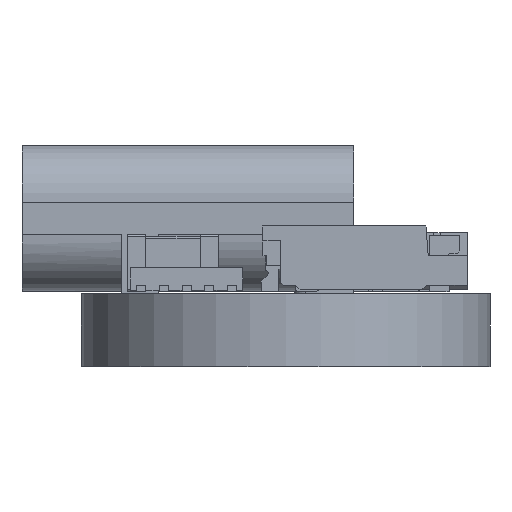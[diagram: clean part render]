
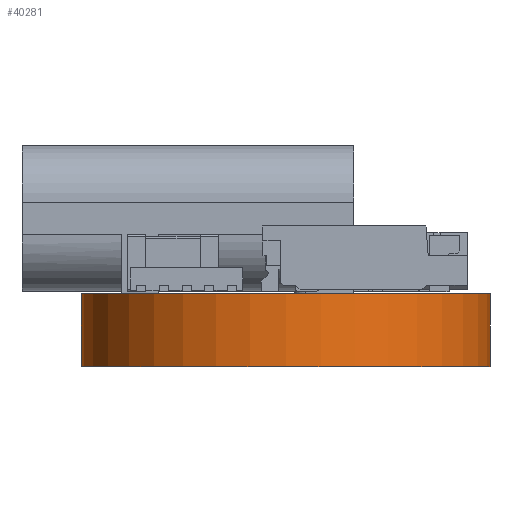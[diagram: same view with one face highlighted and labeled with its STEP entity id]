
A CAD part, left-side view. The second image highlights one B-rep face of the part: STEP entity #40281.
In plain terms, the highlighted cylindrical face has radius 4.5 mm (diameter 9 mm), a partial arc.
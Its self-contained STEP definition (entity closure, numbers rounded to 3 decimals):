
#40090 = PLANE('',#40091);
#40091 = AXIS2_PLACEMENT_3D('',#40092,#40093,#40094);
#40092 = CARTESIAN_POINT('',(147.,-99.5,0.));
#40093 = DIRECTION('',(0.,-1.,0.));
#40094 = DIRECTION('',(-1.,0.,0.));
#40115 = VERTEX_POINT('',#40116);
#40116 = CARTESIAN_POINT('',(116.,-99.5,1.606));
#40130 = PLANE('',#40131);
#40131 = AXIS2_PLACEMENT_3D('',#40132,#40133,#40134);
#40132 = CARTESIAN_POINT('',(131.5,-95.,1.606));
#40133 = DIRECTION('',(-0.,-0.,-1.));
#40134 = DIRECTION('',(-1.,0.,0.));
#40142 = EDGE_CURVE('',#40143,#40115,#40145,.T.);
#40143 = VERTEX_POINT('',#40144);
#40144 = CARTESIAN_POINT('',(116.,-99.5,0.));
#40145 = SURFACE_CURVE('',#40146,(#40150,#40157),.PCURVE_S1.);
#40146 = LINE('',#40147,#40148);
#40147 = CARTESIAN_POINT('',(116.,-99.5,0.));
#40148 = VECTOR('',#40149,1.);
#40149 = DIRECTION('',(0.,0.,1.));
#40150 = PCURVE('',#40090,#40151);
#40151 = DEFINITIONAL_REPRESENTATION('',(#40152),#40156);
#40152 = LINE('',#40153,#40154);
#40153 = CARTESIAN_POINT('',(31.,0.));
#40154 = VECTOR('',#40155,1.);
#40155 = DIRECTION('',(0.,-1.));
#40156 = ( GEOMETRIC_REPRESENTATION_CONTEXT(2) 
PARAMETRIC_REPRESENTATION_CONTEXT() REPRESENTATION_CONTEXT('2D SPACE',''
  ) );
#40157 = PCURVE('',#40158,#40163);
#40158 = CYLINDRICAL_SURFACE('',#40159,4.5);
#40159 = AXIS2_PLACEMENT_3D('',#40160,#40161,#40162);
#40160 = CARTESIAN_POINT('',(116.,-95.,0.));
#40161 = DIRECTION('',(-0.,-0.,-1.));
#40162 = DIRECTION('',(1.,0.,-0.));
#40163 = DEFINITIONAL_REPRESENTATION('',(#40164),#40168);
#40164 = LINE('',#40165,#40166);
#40165 = CARTESIAN_POINT('',(-4.712,0.));
#40166 = VECTOR('',#40167,1.);
#40167 = DIRECTION('',(-0.,-1.));
#40168 = ( GEOMETRIC_REPRESENTATION_CONTEXT(2) 
PARAMETRIC_REPRESENTATION_CONTEXT() REPRESENTATION_CONTEXT('2D SPACE',''
  ) );
#40184 = PLANE('',#40185);
#40185 = AXIS2_PLACEMENT_3D('',#40186,#40187,#40188);
#40186 = CARTESIAN_POINT('',(131.5,-95.,0.));
#40187 = DIRECTION('',(-0.,-0.,-1.));
#40188 = DIRECTION('',(-1.,0.,0.));
#40244 = PLANE('',#40245);
#40245 = AXIS2_PLACEMENT_3D('',#40246,#40247,#40248);
#40246 = CARTESIAN_POINT('',(116.,-90.5,0.));
#40247 = DIRECTION('',(0.,1.,0.));
#40248 = DIRECTION('',(1.,0.,0.));
#40281 = ADVANCED_FACE('',(#40282),#40158,.T.);
#40282 = FACE_BOUND('',#40283,.F.);
#40283 = EDGE_LOOP('',(#40284,#40309,#40335,#40336));
#40284 = ORIENTED_EDGE('',*,*,#40285,.T.);
#40285 = EDGE_CURVE('',#40286,#40288,#40290,.T.);
#40286 = VERTEX_POINT('',#40287);
#40287 = CARTESIAN_POINT('',(116.,-90.5,0.));
#40288 = VERTEX_POINT('',#40289);
#40289 = CARTESIAN_POINT('',(116.,-90.5,1.606));
#40290 = SURFACE_CURVE('',#40291,(#40295,#40302),.PCURVE_S1.);
#40291 = LINE('',#40292,#40293);
#40292 = CARTESIAN_POINT('',(116.,-90.5,0.));
#40293 = VECTOR('',#40294,1.);
#40294 = DIRECTION('',(0.,0.,1.));
#40295 = PCURVE('',#40158,#40296);
#40296 = DEFINITIONAL_REPRESENTATION('',(#40297),#40301);
#40297 = LINE('',#40298,#40299);
#40298 = CARTESIAN_POINT('',(-1.571,0.));
#40299 = VECTOR('',#40300,1.);
#40300 = DIRECTION('',(-0.,-1.));
#40301 = ( GEOMETRIC_REPRESENTATION_CONTEXT(2) 
PARAMETRIC_REPRESENTATION_CONTEXT() REPRESENTATION_CONTEXT('2D SPACE',''
  ) );
#40302 = PCURVE('',#40244,#40303);
#40303 = DEFINITIONAL_REPRESENTATION('',(#40304),#40308);
#40304 = LINE('',#40305,#40306);
#40305 = CARTESIAN_POINT('',(0.,0.));
#40306 = VECTOR('',#40307,1.);
#40307 = DIRECTION('',(0.,-1.));
#40308 = ( GEOMETRIC_REPRESENTATION_CONTEXT(2) 
PARAMETRIC_REPRESENTATION_CONTEXT() REPRESENTATION_CONTEXT('2D SPACE',''
  ) );
#40309 = ORIENTED_EDGE('',*,*,#40310,.T.);
#40310 = EDGE_CURVE('',#40288,#40115,#40311,.T.);
#40311 = SURFACE_CURVE('',#40312,(#40317,#40324),.PCURVE_S1.);
#40312 = CIRCLE('',#40313,4.5);
#40313 = AXIS2_PLACEMENT_3D('',#40314,#40315,#40316);
#40314 = CARTESIAN_POINT('',(116.,-95.,1.606));
#40315 = DIRECTION('',(0.,0.,1.));
#40316 = DIRECTION('',(1.,0.,-0.));
#40317 = PCURVE('',#40158,#40318);
#40318 = DEFINITIONAL_REPRESENTATION('',(#40319),#40323);
#40319 = LINE('',#40320,#40321);
#40320 = CARTESIAN_POINT('',(-0.,-1.606));
#40321 = VECTOR('',#40322,1.);
#40322 = DIRECTION('',(-1.,0.));
#40323 = ( GEOMETRIC_REPRESENTATION_CONTEXT(2) 
PARAMETRIC_REPRESENTATION_CONTEXT() REPRESENTATION_CONTEXT('2D SPACE',''
  ) );
#40324 = PCURVE('',#40130,#40325);
#40325 = DEFINITIONAL_REPRESENTATION('',(#40326),#40334);
#40326 = ( BOUNDED_CURVE() B_SPLINE_CURVE(2,(#40327,#40328,#40329,#40330
    ,#40331,#40332,#40333),.UNSPECIFIED.,.T.,.F.) 
B_SPLINE_CURVE_WITH_KNOTS((1,2,2,2,2,1),(-2.094,0.,
    2.094,4.189,6.283,8.378),
.UNSPECIFIED.) CURVE() GEOMETRIC_REPRESENTATION_ITEM() 
RATIONAL_B_SPLINE_CURVE((1.,0.5,1.,0.5,1.,0.5,1.)) REPRESENTATION_ITEM(
  '') );
#40327 = CARTESIAN_POINT('',(11.,0.));
#40328 = CARTESIAN_POINT('',(11.,7.794));
#40329 = CARTESIAN_POINT('',(17.75,3.897));
#40330 = CARTESIAN_POINT('',(24.5,0.));
#40331 = CARTESIAN_POINT('',(17.75,-3.897));
#40332 = CARTESIAN_POINT('',(11.,-7.794));
#40333 = CARTESIAN_POINT('',(11.,0.));
#40334 = ( GEOMETRIC_REPRESENTATION_CONTEXT(2) 
PARAMETRIC_REPRESENTATION_CONTEXT() REPRESENTATION_CONTEXT('2D SPACE',''
  ) );
#40335 = ORIENTED_EDGE('',*,*,#40142,.F.);
#40336 = ORIENTED_EDGE('',*,*,#40337,.F.);
#40337 = EDGE_CURVE('',#40286,#40143,#40338,.T.);
#40338 = SURFACE_CURVE('',#40339,(#40344,#40351),.PCURVE_S1.);
#40339 = CIRCLE('',#40340,4.5);
#40340 = AXIS2_PLACEMENT_3D('',#40341,#40342,#40343);
#40341 = CARTESIAN_POINT('',(116.,-95.,0.));
#40342 = DIRECTION('',(0.,0.,1.));
#40343 = DIRECTION('',(1.,0.,-0.));
#40344 = PCURVE('',#40158,#40345);
#40345 = DEFINITIONAL_REPRESENTATION('',(#40346),#40350);
#40346 = LINE('',#40347,#40348);
#40347 = CARTESIAN_POINT('',(-0.,0.));
#40348 = VECTOR('',#40349,1.);
#40349 = DIRECTION('',(-1.,0.));
#40350 = ( GEOMETRIC_REPRESENTATION_CONTEXT(2) 
PARAMETRIC_REPRESENTATION_CONTEXT() REPRESENTATION_CONTEXT('2D SPACE',''
  ) );
#40351 = PCURVE('',#40184,#40352);
#40352 = DEFINITIONAL_REPRESENTATION('',(#40353),#40361);
#40353 = ( BOUNDED_CURVE() B_SPLINE_CURVE(2,(#40354,#40355,#40356,#40357
    ,#40358,#40359,#40360),.UNSPECIFIED.,.T.,.F.) 
B_SPLINE_CURVE_WITH_KNOTS((1,2,2,2,2,1),(-2.094,0.,
    2.094,4.189,6.283,8.378),
.UNSPECIFIED.) CURVE() GEOMETRIC_REPRESENTATION_ITEM() 
RATIONAL_B_SPLINE_CURVE((1.,0.5,1.,0.5,1.,0.5,1.)) REPRESENTATION_ITEM(
  '') );
#40354 = CARTESIAN_POINT('',(11.,0.));
#40355 = CARTESIAN_POINT('',(11.,7.794));
#40356 = CARTESIAN_POINT('',(17.75,3.897));
#40357 = CARTESIAN_POINT('',(24.5,0.));
#40358 = CARTESIAN_POINT('',(17.75,-3.897));
#40359 = CARTESIAN_POINT('',(11.,-7.794));
#40360 = CARTESIAN_POINT('',(11.,0.));
#40361 = ( GEOMETRIC_REPRESENTATION_CONTEXT(2) 
PARAMETRIC_REPRESENTATION_CONTEXT() REPRESENTATION_CONTEXT('2D SPACE',''
  ) );
